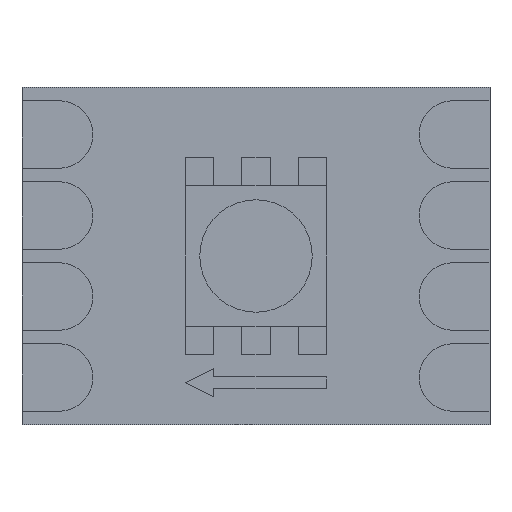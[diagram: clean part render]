
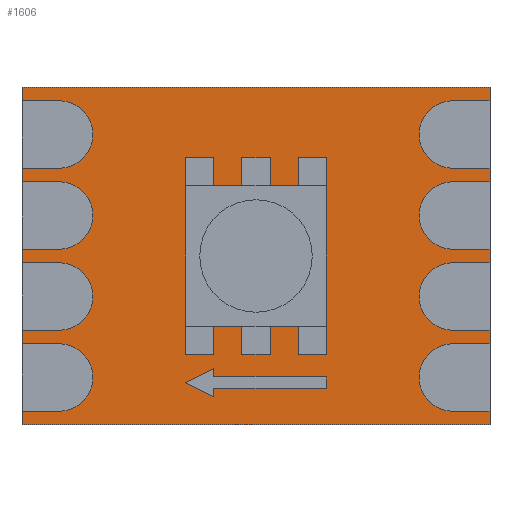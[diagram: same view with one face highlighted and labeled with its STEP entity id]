
A CAD part, front view. The second image highlights one B-rep face of the part: STEP entity #1606.
In plain terms, the highlighted planar face has unit normal (0, -1, 0).
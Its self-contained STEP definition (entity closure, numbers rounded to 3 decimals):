
#86=FACE_OUTER_BOUND('',#195,.T.);
#195=EDGE_LOOP('',(#1084,#1085,#1086,#1087));
#301=LINE('',#2333,#500);
#305=LINE('',#2341,#504);
#308=LINE('',#2347,#507);
#311=LINE('',#2352,#510);
#500=VECTOR('',#1874,10.);
#504=VECTOR('',#1880,10.);
#507=VECTOR('',#1885,10.);
#510=VECTOR('',#1890,10.);
#699=VERTEX_POINT('',#2331);
#700=VERTEX_POINT('',#2332);
#703=VERTEX_POINT('',#2340);
#705=VERTEX_POINT('',#2346);
#845=EDGE_CURVE('',#699,#700,#301,.T.);
#849=EDGE_CURVE('',#700,#703,#305,.T.);
#852=EDGE_CURVE('',#703,#705,#308,.T.);
#855=EDGE_CURVE('',#705,#699,#311,.T.);
#1084=ORIENTED_EDGE('',*,*,#855,.T.);
#1085=ORIENTED_EDGE('',*,*,#845,.T.);
#1086=ORIENTED_EDGE('',*,*,#849,.T.);
#1087=ORIENTED_EDGE('',*,*,#852,.T.);
#1507=PLANE('',#1746);
#1606=ADVANCED_FACE('',(#86),#1507,.F.);
#1746=AXIS2_PLACEMENT_3D('',#2355,#1894,#1895);
#1874=DIRECTION('',(0.,0.,-1.));
#1880=DIRECTION('',(1.,0.,0.));
#1885=DIRECTION('',(0.,0.,1.));
#1890=DIRECTION('',(-1.,0.,0.));
#1894=DIRECTION('center_axis',(0.,1.,0.));
#1895=DIRECTION('ref_axis',(1.,0.,0.));
#2331=CARTESIAN_POINT('',(-8.318,0.,6.));
#2332=CARTESIAN_POINT('',(-8.318,0.,-6.));
#2333=CARTESIAN_POINT('',(-8.318,0.,6.));
#2340=CARTESIAN_POINT('',(8.318,0.,-6.));
#2341=CARTESIAN_POINT('',(-8.318,0.,-6.));
#2346=CARTESIAN_POINT('',(8.318,0.,6.));
#2347=CARTESIAN_POINT('',(8.318,0.,-6.));
#2352=CARTESIAN_POINT('',(8.318,0.,6.));
#2355=CARTESIAN_POINT('Origin',(0.,0.,0.));
